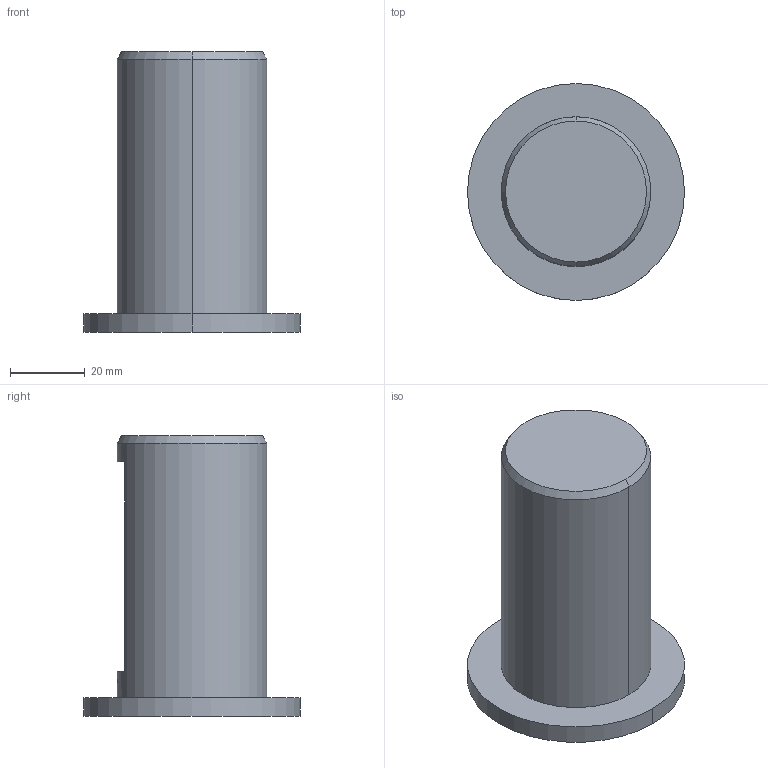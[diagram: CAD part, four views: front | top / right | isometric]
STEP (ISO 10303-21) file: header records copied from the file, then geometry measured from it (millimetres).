
FILE_DESCRIPTION(('no description'),'unknown implementation level');
FILE_NAME('solidQu4hZPtr9_xMBKEAq9QL8r3HKzQ_1.STP',' ',('CIM GmbH Aachen'),('CADClick - KiM GmbH - www.kimweb.de'),'unknown preprocess','ACIS','unknown authorization');
FILE_SCHEMA(('automotive_design'));
Length unit declared in the file: millimetre
Products named in the file (1): 1
Bounding box: 58 x 58 x 75 mm (x, y, z)
Volume: 99468.5 mm3; surface area: 14969.4 mm2
Topology: 1 solids, 1 shells, 26 faces, 62 edges, 40 vertices
Faces by surface type: cylinder 11, plane 11, cone 4
Entity records: 1644 total; most frequent: CARTESIAN_POINT 267, DIRECTION 146, STYLED_ITEM 129, PRESENTATION_STYLE_ASSIGNMENT 129, COLOUR_RGB 129, ORIENTED_EDGE 124, EDGE_CURVE 62, CURVE_STYLE 62
